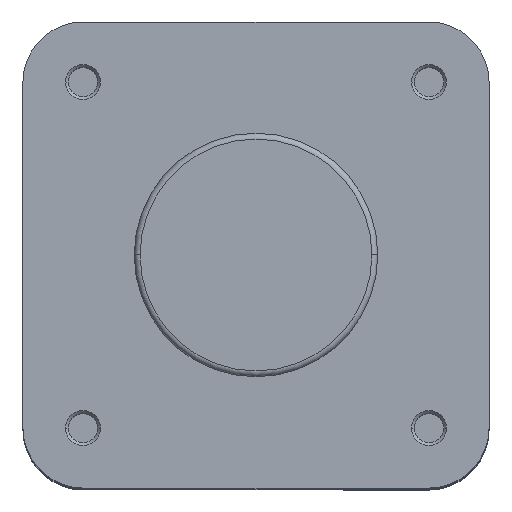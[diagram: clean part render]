
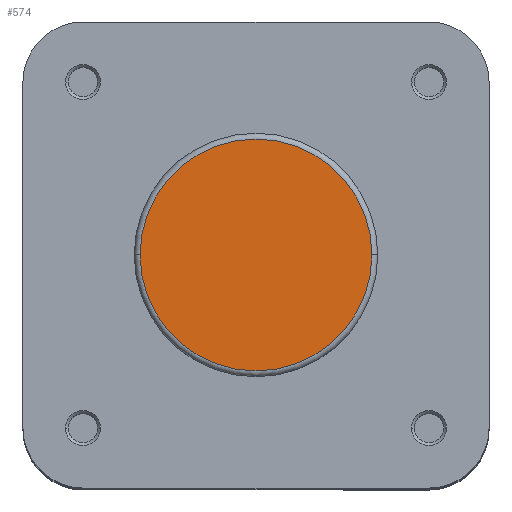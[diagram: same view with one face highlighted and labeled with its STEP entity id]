
A CAD part, top view. The second image highlights one B-rep face of the part: STEP entity #574.
In plain terms, the highlighted planar face has unit normal (0, 0, 1).
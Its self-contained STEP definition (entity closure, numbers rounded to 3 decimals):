
#252 = EDGE_CURVE ( 'NONE', #5003, #4933, #1971, .T. ) ;
#304 = EDGE_CURVE ( 'NONE', #4933, #5003, #5215, .T. ) ;
#444 = AXIS2_PLACEMENT_3D ( 'NONE', #2374, #2375, #2376 ) ;
#574 = ADVANCED_FACE ( 'NONE', ( #3487 ), #2987, .F. ) ;
#778 = AXIS2_PLACEMENT_3D ( 'NONE', #2986, #2989, #2990 ) ;
#836 = ORIENTED_EDGE ( 'NONE', *, *, #252, .T. ) ;
#845 = ORIENTED_EDGE ( 'NONE', *, *, #304, .T. ) ;
#1650 = EDGE_LOOP ( 'NONE', ( #845, #836 ) ) ;
#1971 = CIRCLE ( 'NONE', #444, 19.9 ) ;
#2374 = CARTESIAN_POINT ( 'NONE',  ( 0., 0., 0. ) ) ;
#2375 = DIRECTION ( 'NONE',  ( 0., 0., 1. ) ) ;
#2376 = DIRECTION ( 'NONE',  ( -1., 0., 0. ) ) ;
#2495 = CARTESIAN_POINT ( 'NONE',  ( 0., 0., 0. ) ) ;
#2502 = DIRECTION ( 'NONE',  ( 0., 0., 1. ) ) ;
#2503 = DIRECTION ( 'NONE',  ( -1., 0., 0. ) ) ;
#2986 = CARTESIAN_POINT ( 'NONE',  ( 0., 20.9, 0. ) ) ;
#2987 = PLANE ( 'NONE',  #778 ) ;
#2989 = DIRECTION ( 'NONE',  ( 0., 0., -1. ) ) ;
#2990 = DIRECTION ( 'NONE',  ( -1., 0., 0. ) ) ;
#3487 = FACE_OUTER_BOUND ( 'NONE', #1650, .T. ) ;
#4439 = CARTESIAN_POINT ( 'NONE',  ( -19.9, 0., 0. ) ) ;
#4507 = CARTESIAN_POINT ( 'NONE',  ( 19.9, 0., 0. ) ) ;
#4846 = AXIS2_PLACEMENT_3D ( 'NONE', #2495, #2502, #2503 ) ;
#4933 = VERTEX_POINT ( 'NONE', #4439 ) ;
#5003 = VERTEX_POINT ( 'NONE', #4507 ) ;
#5215 = CIRCLE ( 'NONE', #4846, 19.9 ) ;
